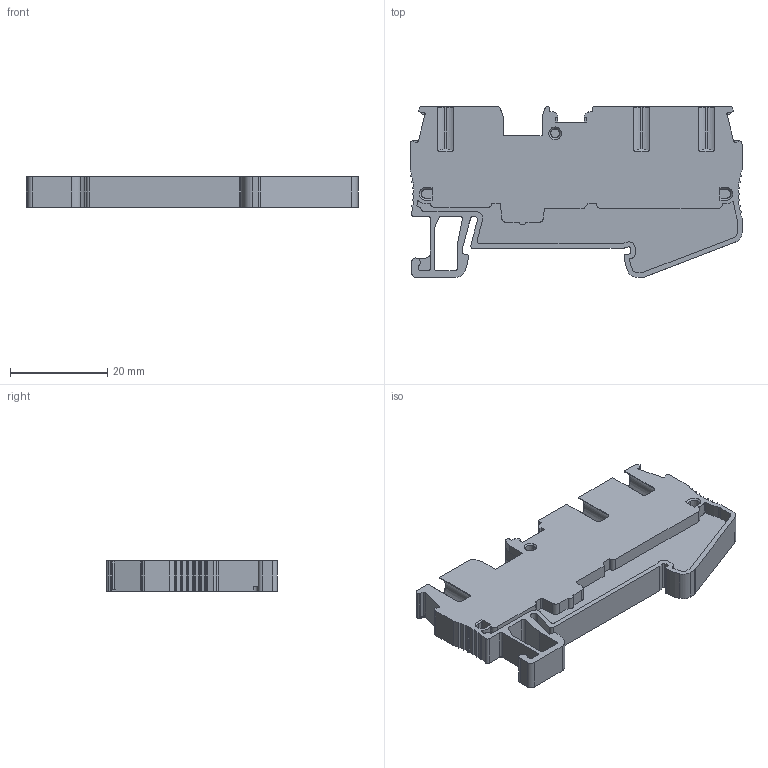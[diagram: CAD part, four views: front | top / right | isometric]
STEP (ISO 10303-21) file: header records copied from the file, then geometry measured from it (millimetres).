
FILE_DESCRIPTION((''),'2;1');
FILE_NAME('5YB576556-G_ASM','2021-03-08T',('Administrator'),(''),'PRO/ENGINEER BY PARAMETRIC TECHNOLOGY CORPORATION, 2013230','PRO/ENGINEER BY PARAMETRIC TECHNOLOGY CORPORATION, 2013230','');
FILE_SCHEMA(('CONFIG_CONTROL_DESIGN'));
Length unit declared in the file: millimetre
Products named in the file (1): 5YB576556-G_ASM
Bounding box: 68.4 x 35.2 x 6.2 mm (x, y, z)
Volume: 8389.6 mm3; surface area: 7687.8 mm2
Topology: 1 solids, 1 shells, 638 faces, 1795 edges, 1172 vertices
Faces by surface type: plane 412, cylinder 191, bspline 17, torus 10, cone 8
Entity records: 21793 total; most frequent: CARTESIAN_POINT 4494, ORIENTED_EDGE 3590, DIRECTION 3300, EDGE_CURVE 1795, VECTOR 1288, LINE 1288, VERTEX_POINT 1172, AXIS2_PLACEMENT_3D 1006
